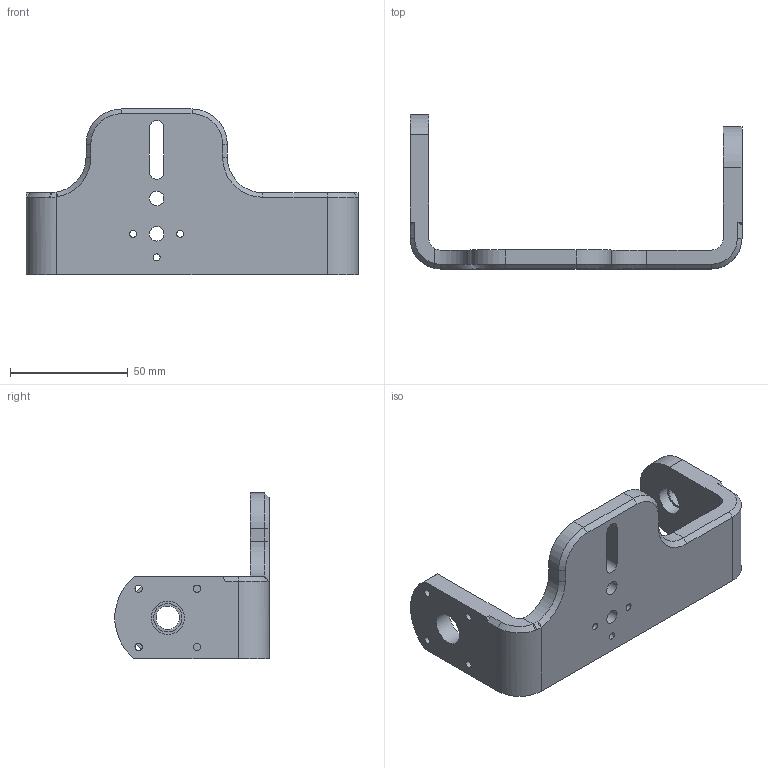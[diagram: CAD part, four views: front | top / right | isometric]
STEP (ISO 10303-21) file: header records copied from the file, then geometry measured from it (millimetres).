
FILE_DESCRIPTION(/* description */ (''),/* implementation_level */ '2;1');
FILE_NAME(/* name */ 'Tilt U-Mount.stp',/* time_stamp */ '2020-09-01T18:51:08+01:00',/* author */ ('isaac879'),/* organization */ (''),/* preprocessor_version */ 'ST-DEVELOPER v18',/* originating_system */ 'Autodesk Inventor 2020',/* authorisation */ '');
FILE_SCHEMA (('AUTOMOTIVE_DESIGN { 1 0 10303 214 3 1 1 }'));
Length unit declared in the file: millimetre
Products named in the file (1): Tilt U-Mount
Bounding box: 141 x 65.43 x 70.5 mm (x, y, z)
Volume: 78503 mm3; surface area: 26343.1 mm2
Topology: 1 solids, 1 shells, 84 faces, 232 edges, 155 vertices
Faces by surface type: plane 49, cylinder 26, cone 6, bspline 3
Full cylindrical faces by diameter (mm): 3 x3, 3.1 x4, 6.2 x2, 10 x1, 12 x1, 14 x1
Entity records: 2829 total; most frequent: CARTESIAN_POINT 540, ORIENTED_EDGE 464, DIRECTION 460, EDGE_CURVE 232, VERTEX_POINT 155, LINE 154, VECTOR 154, AXIS2_PLACEMENT_3D 153
